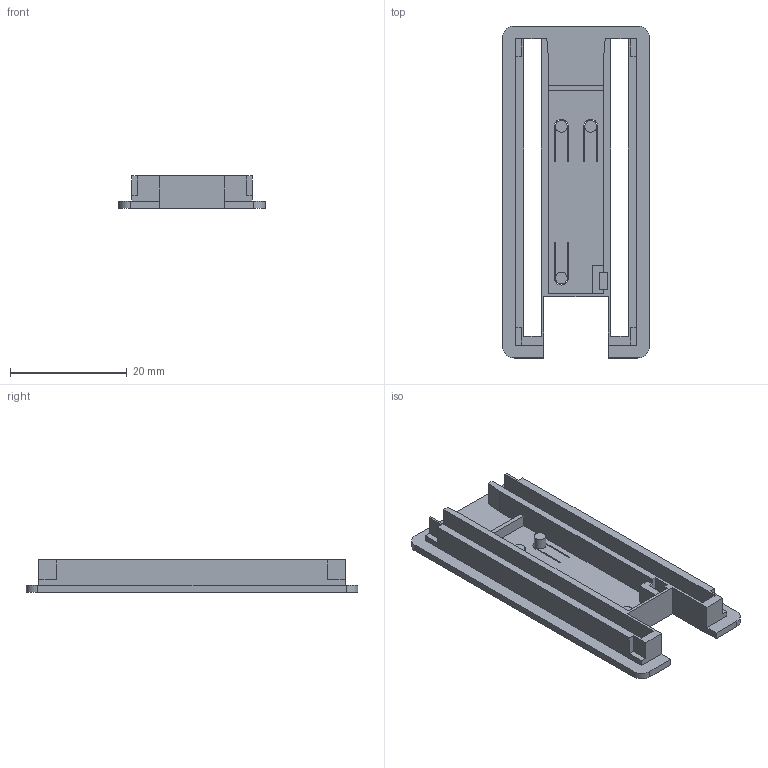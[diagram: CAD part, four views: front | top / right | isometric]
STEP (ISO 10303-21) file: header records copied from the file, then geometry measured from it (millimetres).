
FILE_DESCRIPTION (( 'STEP AP214' ), '1' );
FILE_NAME ('stm32f411_top.STEP', '2024-07-27T14:19:57', ( '' ), ( '' ), 'SwSTEP 2.0', 'SolidWorks 2023', '' );
FILE_SCHEMA (( 'AUTOMOTIVE_DESIGN' ));
Length unit declared in the file: millimetre
Products named in the file (1): stm32f411_top
Bounding box: 25.1 x 56.9 x 5.5 mm (x, y, z)
Volume: 2374.8 mm3; surface area: 4640.2 mm2
Topology: 1 solids, 1 shells, 91 faces, 263 edges, 172 vertices
Faces by surface type: plane 72, cylinder 19
Entity records: 2998 total; most frequent: CARTESIAN_POINT 527, ORIENTED_EDGE 526, DIRECTION 485, EDGE_CURVE 263, VECTOR 225, LINE 225, VERTEX_POINT 172, AXIS2_PLACEMENT_3D 130
